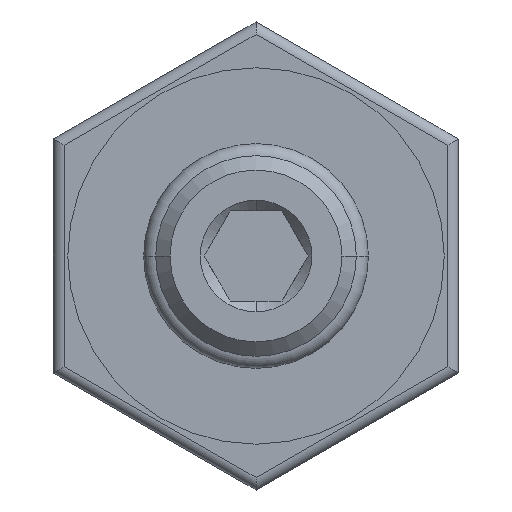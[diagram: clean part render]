
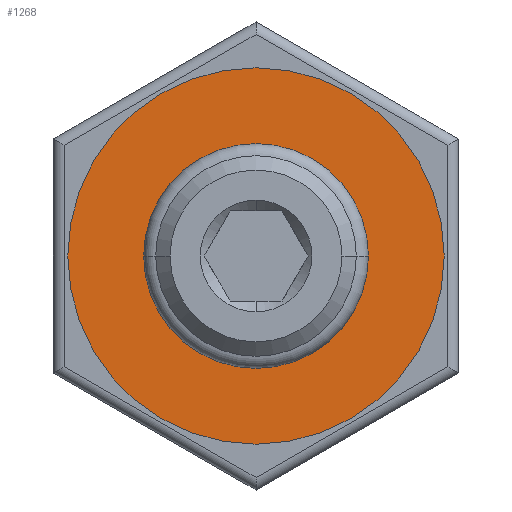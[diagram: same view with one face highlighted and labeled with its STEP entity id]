
A CAD part, left-side view. The second image highlights one B-rep face of the part: STEP entity #1268.
In plain terms, the highlighted planar face has unit normal (-1, 0, 0).
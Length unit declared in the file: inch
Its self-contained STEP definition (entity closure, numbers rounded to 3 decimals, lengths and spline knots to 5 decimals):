
#773=CARTESIAN_POINT('',(-1.607,0.,0.));
#774=DIRECTION('',(-1.,0.,0.));
#775=DIRECTION('',(0.,1.,0.));
#776=AXIS2_PLACEMENT_3D('',#773,#774,#775);
#778=CARTESIAN_POINT('',(-1.607,0.,0.));
#779=DIRECTION('',(-1.,0.,0.));
#780=DIRECTION('',(0.,-1.,0.));
#781=AXIS2_PLACEMENT_3D('',#778,#779,#780);
#783=CARTESIAN_POINT('',(-1.607,0.,0.));
#784=DIRECTION('',(-1.,0.,0.));
#785=DIRECTION('',(0.,-1.,0.));
#786=AXIS2_PLACEMENT_3D('',#783,#784,#785);
#788=CARTESIAN_POINT('',(-1.607,0.,0.));
#789=DIRECTION('',(-1.,0.,0.));
#790=DIRECTION('',(0.,1.,0.));
#791=AXIS2_PLACEMENT_3D('',#788,#789,#790);
#1179=CARTESIAN_POINT('',(-1.607,0.5225,0.));
#1180=CARTESIAN_POINT('',(-1.607,-0.5225,0.));
#1181=VERTEX_POINT('',#1179);
#1182=VERTEX_POINT('',#1180);
#1243=CARTESIAN_POINT('',(-1.607,-0.2565,0.));
#1244=CARTESIAN_POINT('',(-1.607,0.2565,0.));
#1245=VERTEX_POINT('',#1243);
#1246=VERTEX_POINT('',#1244);
#1251=CARTESIAN_POINT('',(-1.607,0.,0.));
#1252=DIRECTION('',(-1.,0.,0.));
#1253=DIRECTION('',(0.,1.,0.));
#1254=AXIS2_PLACEMENT_3D('',#1251,#1252,#1253);
#1255=PLANE('',#1254);
#1257=ORIENTED_EDGE('',*,*,#1256,.F.);
#1259=ORIENTED_EDGE('',*,*,#1258,.F.);
#1260=EDGE_LOOP('',(#1257,#1259));
#1261=FACE_OUTER_BOUND('',#1260,.F.);
#1263=ORIENTED_EDGE('',*,*,#1262,.T.);
#1265=ORIENTED_EDGE('',*,*,#1264,.T.);
#1266=EDGE_LOOP('',(#1263,#1265));
#1267=FACE_BOUND('',#1266,.F.);
#777=CIRCLE('',#776,0.5225);
#782=CIRCLE('',#781,0.5225);
#787=CIRCLE('',#786,0.2565);
#792=CIRCLE('',#791,0.2565);
#1256=EDGE_CURVE('',#1181,#1182,#777,.T.);
#1258=EDGE_CURVE('',#1182,#1181,#782,.T.);
#1262=EDGE_CURVE('',#1245,#1246,#787,.T.);
#1264=EDGE_CURVE('',#1246,#1245,#792,.T.);
#1268=ADVANCED_FACE('',(#1261,#1267),#1255,.T.);
